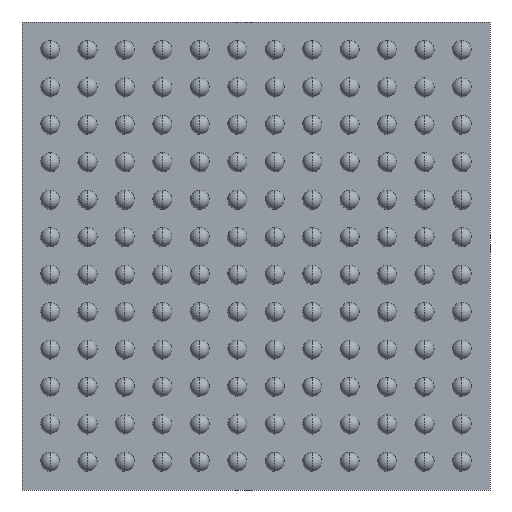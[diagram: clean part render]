
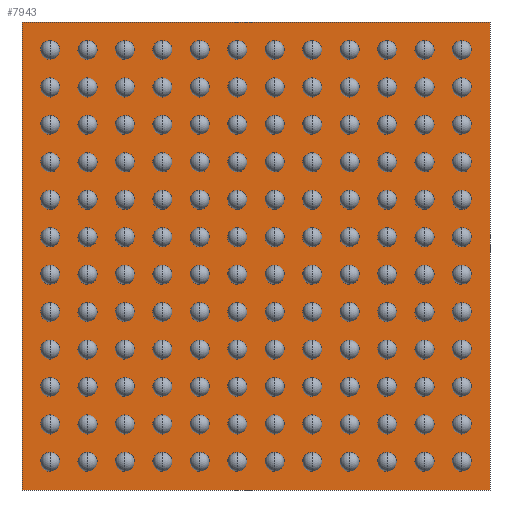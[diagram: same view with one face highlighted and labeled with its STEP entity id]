
A CAD part, front view. The second image highlights one B-rep face of the part: STEP entity #7943.
In plain terms, the highlighted planar face has unit normal (0, -1, 0).
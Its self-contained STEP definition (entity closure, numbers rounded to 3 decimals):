
#7796 = CARTESIAN_POINT ( 'NONE',  ( -5., 0.328, 5. ) ) ;
#7797 = VERTEX_POINT ( 'NONE', #7796 ) ;
#7798 = CARTESIAN_POINT ( 'NONE',  ( 5., 0.328, 5. ) ) ;
#7799 = VERTEX_POINT ( 'NONE', #7798 ) ;
#7800 = CARTESIAN_POINT ( 'NONE',  ( -5., 0.328, 5. ) ) ;
#7801 = DIRECTION ( 'NONE',  ( 1., 0., 0. ) ) ;
#7802 = VECTOR ( 'NONE', #7801, 1000. ) ;
#7803 = LINE ( 'NONE', #7800, #7802 ) ;
#7804 = EDGE_CURVE ( 'NONE', #7797, #7799, #7803, .T. ) ;
#7836 = CARTESIAN_POINT ( 'NONE',  ( 5., 0.328, -5. ) ) ;
#7837 = VERTEX_POINT ( 'NONE', #7836 ) ;
#7838 = CARTESIAN_POINT ( 'NONE',  ( 5., 0.328, -5. ) ) ;
#7839 = DIRECTION ( 'NONE',  ( 0., 0., -1. ) ) ;
#7840 = VECTOR ( 'NONE', #7839, 1000. ) ;
#7841 = LINE ( 'NONE', #7838, #7840 ) ;
#7842 = EDGE_CURVE ( 'NONE', #7799, #7837, #7841, .T. ) ;
#7867 = CARTESIAN_POINT ( 'NONE',  ( -5., 0.328, -5. ) ) ;
#7868 = VERTEX_POINT ( 'NONE', #7867 ) ;
#7869 = CARTESIAN_POINT ( 'NONE',  ( -5., 0.328, -5. ) ) ;
#7870 = DIRECTION ( 'NONE',  ( -1., 0., 0. ) ) ;
#7871 = VECTOR ( 'NONE', #7870, 1000. ) ;
#7872 = LINE ( 'NONE', #7869, #7871 ) ;
#7873 = EDGE_CURVE ( 'NONE', #7837, #7868, #7872, .T. ) ;
#7898 = CARTESIAN_POINT ( 'NONE',  ( -5., 0.328, -5. ) ) ;
#7899 = DIRECTION ( 'NONE',  ( 0., 0., 1. ) ) ;
#7900 = VECTOR ( 'NONE', #7899, 1000. ) ;
#7901 = LINE ( 'NONE', #7898, #7900 ) ;
#7902 = EDGE_CURVE ( 'NONE', #7868, #7797, #7901, .T. ) ;
#7932 = ORIENTED_EDGE ( 'NONE', *, *, #7804, .F. ) ;
#7933 = ORIENTED_EDGE ( 'NONE', *, *, #7902, .F. ) ;
#7934 = ORIENTED_EDGE ( 'NONE', *, *, #7873, .F. ) ;
#7935 = ORIENTED_EDGE ( 'NONE', *, *, #7842, .F. ) ;
#7936 = EDGE_LOOP ( 'NONE', ( #7932, #7933, #7934, #7935 ) ) ;
#7937 = FACE_OUTER_BOUND ( 'NONE', #7936, .T. ) ;
#7938 = CARTESIAN_POINT ( 'NONE',  ( 0., 0.328, 0. ) ) ;
#7939 = DIRECTION ( 'NONE',  ( 0., -1., 0. ) ) ;
#7940 = DIRECTION ( 'NONE',  ( 1., 0., 0. ) ) ;
#7941 = AXIS2_PLACEMENT_3D ( 'NONE', #7938, #7939, #7940 ) ;
#7942 = PLANE ( 'NONE', #7941 ) ;
#7943 = ADVANCED_FACE ( 'NONE', ( #7937 ), #7942, .T. ) ;
